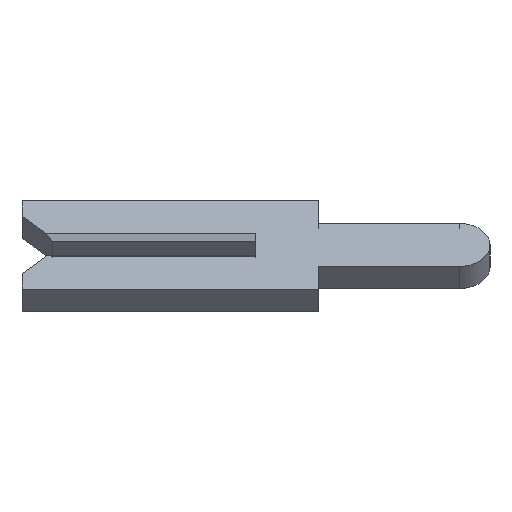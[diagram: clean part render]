
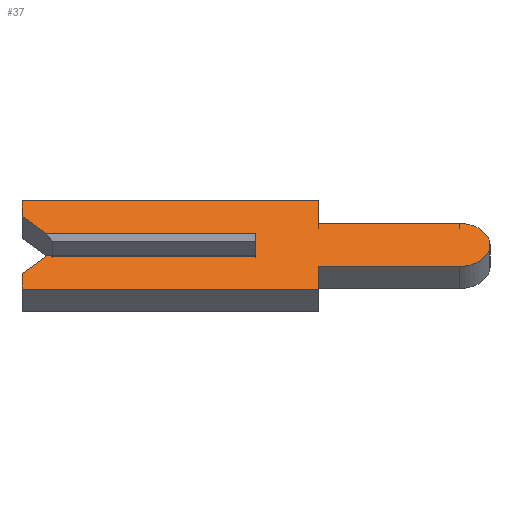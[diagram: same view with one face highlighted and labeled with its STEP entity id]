
A CAD part, left-side view. The second image highlights one B-rep face of the part: STEP entity #37.
In plain terms, the highlighted face is planar.
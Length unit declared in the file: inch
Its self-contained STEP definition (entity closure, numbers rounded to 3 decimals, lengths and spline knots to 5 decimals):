
#5 = ORIENTED_EDGE ( 'NONE', *, *, #200, .F. ) ;
#11 = ORIENTED_EDGE ( 'NONE', *, *, #280, .F. ) ;
#13 = EDGE_LOOP ( 'NONE', ( #976, #799, #529, #11, #194, #778, #743, #1330, #869, #5, #847, #1065, #121, #265 ) ) ;
#30 = EDGE_CURVE ( 'NONE', #741, #715, #524, .T. ) ;
#37 = ADVANCED_FACE ( 'NONE', ( #876 ), #1340, .F. ) ;
#43 = VERTEX_POINT ( 'NONE', #184 ) ;
#44 = DIRECTION ( 'NONE',  ( 1., 0., 0. ) ) ;
#60 = CARTESIAN_POINT ( 'NONE',  ( -0.01, 0.15, 0.04 ) ) ;
#72 = LINE ( 'NONE', #733, #1216 ) ;
#86 = VECTOR ( 'NONE', #641, 39.37008 ) ;
#92 = CARTESIAN_POINT ( 'NONE',  ( -0.01, -0.1305, 0.0195 ) ) ;
#102 = EDGE_CURVE ( 'NONE', #715, #299, #1004, .T. ) ;
#121 = ORIENTED_EDGE ( 'NONE', *, *, #30, .F. ) ;
#144 = EDGE_CURVE ( 'NONE', #727, #768, #72, .T. ) ;
#151 = DIRECTION ( 'NONE',  ( 0., 0., -1. ) ) ;
#161 = CARTESIAN_POINT ( 'NONE',  ( -0.01, 0.134, 0.01 ) ) ;
#162 = VERTEX_POINT ( 'NONE', #1068 ) ;
#163 = VERTEX_POINT ( 'NONE', #92 ) ;
#164 = VERTEX_POINT ( 'NONE', #716 ) ;
#165 = DIRECTION ( 'NONE',  ( 0., 1., 0. ) ) ;
#184 = CARTESIAN_POINT ( 'NONE',  ( -0.01, 0., 0.01 ) ) ;
#194 = ORIENTED_EDGE ( 'NONE', *, *, #1317, .F. ) ;
#195 = CARTESIAN_POINT ( 'NONE',  ( -0.01, 0.15, -0.026 ) ) ;
#200 = EDGE_CURVE ( 'NONE', #162, #163, #691, .T. ) ;
#202 = VECTOR ( 'NONE', #698, 39.37008 ) ;
#253 = CARTESIAN_POINT ( 'NONE',  ( -0.01, -0.1305, -0.01 ) ) ;
#258 = EDGE_CURVE ( 'NONE', #811, #741, #659, .T. ) ;
#265 = ORIENTED_EDGE ( 'NONE', *, *, #258, .F. ) ;
#273 = LINE ( 'NONE', #253, #1104 ) ;
#274 = CARTESIAN_POINT ( 'NONE',  ( -0.01, -0.04, -0.0195 ) ) ;
#280 = EDGE_CURVE ( 'NONE', #471, #164, #726, .T. ) ;
#282 = CARTESIAN_POINT ( 'NONE',  ( -0.01, -0.1305, -0.0195 ) ) ;
#295 = DIRECTION ( 'NONE',  ( 1., 0., 0. ) ) ;
#299 = VERTEX_POINT ( 'NONE', #421 ) ;
#303 = VERTEX_POINT ( 'NONE', #866 ) ;
#308 = CARTESIAN_POINT ( 'NONE',  ( -0.01, -0.1305, 0. ) ) ;
#325 = CARTESIAN_POINT ( 'NONE',  ( -0.01, 0.15, 0.04 ) ) ;
#326 = DIRECTION ( 'NONE',  ( 0., -1., 0. ) ) ;
#332 = LINE ( 'NONE', #388, #202 ) ;
#375 = AXIS2_PLACEMENT_3D ( 'NONE', #1299, #44, #151 ) ;
#388 = CARTESIAN_POINT ( 'NONE',  ( -0.01, -0.04, 0.04 ) ) ;
#421 = CARTESIAN_POINT ( 'NONE',  ( -0.01, -0.04, 0.04 ) ) ;
#426 = LINE ( 'NONE', #195, #854 ) ;
#438 = DIRECTION ( 'NONE',  ( 0., 0.707, 0.707 ) ) ;
#447 = VECTOR ( 'NONE', #872, 39.37008 ) ;
#452 = EDGE_CURVE ( 'NONE', #811, #43, #1058, .T. ) ;
#471 = VERTEX_POINT ( 'NONE', #556 ) ;
#474 = CARTESIAN_POINT ( 'NONE',  ( -0.01, -0.04, -0.04 ) ) ;
#497 = DIRECTION ( 'NONE',  ( 0., 0., 1. ) ) ;
#501 = CARTESIAN_POINT ( 'NONE',  ( -0.01, 0.15, 0.026 ) ) ;
#502 = VECTOR ( 'NONE', #165, 39.37008 ) ;
#517 = DIRECTION ( 'NONE',  ( 0., -1., 0. ) ) ;
#524 = LINE ( 'NONE', #501, #1157 ) ;
#529 = ORIENTED_EDGE ( 'NONE', *, *, #547, .F. ) ;
#547 = EDGE_CURVE ( 'NONE', #164, #1179, #273, .T. ) ;
#550 = CARTESIAN_POINT ( 'NONE',  ( -0.01, 0.15, 0.01 ) ) ;
#556 = CARTESIAN_POINT ( 'NONE',  ( -0.01, 0.15, -0.026 ) ) ;
#571 = CARTESIAN_POINT ( 'NONE',  ( -0.01, -0.04, -0.0195 ) ) ;
#577 = EDGE_CURVE ( 'NONE', #163, #945, #971, .T. ) ;
#579 = LINE ( 'NONE', #274, #688 ) ;
#589 = CARTESIAN_POINT ( 'NONE',  ( -0.01, 0., -0.01 ) ) ;
#613 = VECTOR ( 'NONE', #326, 39.37008 ) ;
#641 = DIRECTION ( 'NONE',  ( 0., -1., 0. ) ) ;
#659 = LINE ( 'NONE', #1275, #1322 ) ;
#663 = DIRECTION ( 'NONE',  ( 0., 1., 0. ) ) ;
#688 = VECTOR ( 'NONE', #663, 39.37008 ) ;
#691 = LINE ( 'NONE', #831, #1106 ) ;
#698 = DIRECTION ( 'NONE',  ( 0., 0., -1. ) ) ;
#701 = DIRECTION ( 'NONE',  ( 0., 0., -1. ) ) ;
#713 = CARTESIAN_POINT ( 'NONE',  ( -0.01, 0., 0.0065 ) ) ;
#715 = VERTEX_POINT ( 'NONE', #60 ) ;
#716 = CARTESIAN_POINT ( 'NONE',  ( -0.01, 0.134, -0.01 ) ) ;
#726 = LINE ( 'NONE', #837, #447 ) ;
#727 = VERTEX_POINT ( 'NONE', #571 ) ;
#733 = CARTESIAN_POINT ( 'NONE',  ( -0.01, -0.04, -0.04 ) ) ;
#741 = VERTEX_POINT ( 'NONE', #888 ) ;
#743 = ORIENTED_EDGE ( 'NONE', *, *, #144, .F. ) ;
#746 = DIRECTION ( 'NONE',  ( 0., -1., 0. ) ) ;
#768 = VERTEX_POINT ( 'NONE', #474 ) ;
#778 = ORIENTED_EDGE ( 'NONE', *, *, #885, .F. ) ;
#781 = EDGE_CURVE ( 'NONE', #945, #727, #579, .T. ) ;
#799 = ORIENTED_EDGE ( 'NONE', *, *, #1207, .F. ) ;
#811 = VERTEX_POINT ( 'NONE', #161 ) ;
#827 = DIRECTION ( 'NONE',  ( 0., 0., 1. ) ) ;
#831 = CARTESIAN_POINT ( 'NONE',  ( -0.01, -0.04, 0.0195 ) ) ;
#837 = CARTESIAN_POINT ( 'NONE',  ( -0.01, 0.1305, -0.0065 ) ) ;
#847 = ORIENTED_EDGE ( 'NONE', *, *, #955, .F. ) ;
#854 = VECTOR ( 'NONE', #497, 39.37008 ) ;
#866 = CARTESIAN_POINT ( 'NONE',  ( -0.01, 0.15, -0.04 ) ) ;
#869 = ORIENTED_EDGE ( 'NONE', *, *, #577, .F. ) ;
#872 = DIRECTION ( 'NONE',  ( 0., -0.707, 0.707 ) ) ;
#876 = FACE_OUTER_BOUND ( 'NONE', #13, .T. ) ;
#885 = EDGE_CURVE ( 'NONE', #768, #303, #1035, .T. ) ;
#888 = CARTESIAN_POINT ( 'NONE',  ( -0.01, 0.15, 0.026 ) ) ;
#917 = CARTESIAN_POINT ( 'NONE',  ( -0.01, 0.15, -0.04 ) ) ;
#924 = VECTOR ( 'NONE', #1145, 39.37008 ) ;
#945 = VERTEX_POINT ( 'NONE', #282 ) ;
#955 = EDGE_CURVE ( 'NONE', #299, #162, #332, .T. ) ;
#971 = CIRCLE ( 'NONE', #375, 0.0195 ) ;
#976 = ORIENTED_EDGE ( 'NONE', *, *, #452, .T. ) ;
#1004 = LINE ( 'NONE', #325, #613 ) ;
#1035 = LINE ( 'NONE', #917, #502 ) ;
#1058 = LINE ( 'NONE', #550, #86 ) ;
#1062 = DIRECTION ( 'NONE',  ( 0., 0., -1. ) ) ;
#1065 = ORIENTED_EDGE ( 'NONE', *, *, #102, .F. ) ;
#1068 = CARTESIAN_POINT ( 'NONE',  ( -0.01, -0.04, 0.0195 ) ) ;
#1104 = VECTOR ( 'NONE', #746, 39.37008 ) ;
#1106 = VECTOR ( 'NONE', #517, 39.37008 ) ;
#1145 = DIRECTION ( 'NONE',  ( 0., 0., 1. ) ) ;
#1157 = VECTOR ( 'NONE', #827, 39.37008 ) ;
#1179 = VERTEX_POINT ( 'NONE', #589 ) ;
#1207 = EDGE_CURVE ( 'NONE', #1179, #43, #1296, .T. ) ;
#1216 = VECTOR ( 'NONE', #1062, 39.37008 ) ;
#1224 = AXIS2_PLACEMENT_3D ( 'NONE', #308, #295, #701 ) ;
#1275 = CARTESIAN_POINT ( 'NONE',  ( -0.01, 0.1305, 0.0065 ) ) ;
#1296 = LINE ( 'NONE', #713, #924 ) ;
#1299 = CARTESIAN_POINT ( 'NONE',  ( -0.01, -0.1305, 0. ) ) ;
#1317 = EDGE_CURVE ( 'NONE', #303, #471, #426, .T. ) ;
#1322 = VECTOR ( 'NONE', #438, 39.37008 ) ;
#1330 = ORIENTED_EDGE ( 'NONE', *, *, #781, .F. ) ;
#1340 = PLANE ( 'NONE',  #1224 ) ;
